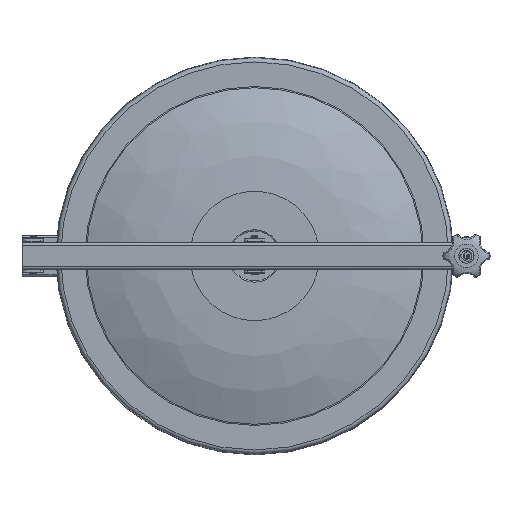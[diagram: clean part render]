
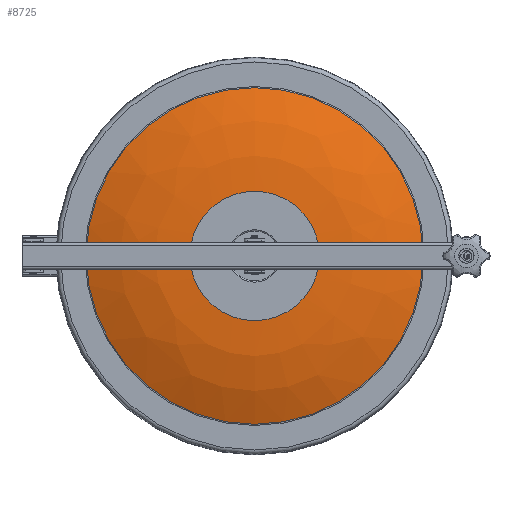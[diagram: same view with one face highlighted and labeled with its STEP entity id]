
A CAD part, top view. The second image highlights one B-rep face of the part: STEP entity #8725.
In plain terms, the highlighted free-form (B-spline) face has degree [3, 3] with [4, 7] control points.
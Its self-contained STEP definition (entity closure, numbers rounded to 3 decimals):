
#8725 = ADVANCED_FACE( '', ( #18088, #18089 ), #18090, .T. );
#18088 = FACE_OUTER_BOUND( '', #35710, .T. );
#18089 = FACE_OUTER_BOUND( '', #35711, .T. );
#18090 = ( BOUNDED_SURFACE(  )B_SPLINE_SURFACE( 3, 3, ( ( #35714, #35715, #35716, #35717, #35718, #35719, #35720 ), ( #35721, #35722, #35723, #35724, #35725, #35726, #35727 ), ( #35728, #35729, #35730, #35731, #35732, #35733, #35734 ), ( #35735, #35736, #35737, #35738, #35739, #35740, #35741 ) ), .UNSPECIFIED., .F., .T., .F. )B_SPLINE_SURFACE_WITH_KNOTS( ( 4, 4 ), ( 4, 3, 4 ), ( 0., 6.283 ), ( 1.156, 1.363, 1.571 ), .UNSPECIFIED. )GEOMETRIC_REPRESENTATION_ITEM(  )RATIONAL_B_SPLINE_SURFACE( ( ( 1., 0.333, 0.333, 1., 0.333, 0.333, 1. ), ( 0.986, 0.329, 0.329, 0.986, 0.329, 0.329, 0.986 ), ( 0.986, 0.329, 0.329, 0.986, 0.329, 0.329, 0.986 ), ( 1., 0.333, 0.333, 1., 0.333, 0.333, 1. ) ) )REPRESENTATION_ITEM( '' )SURFACE(  ) );
#35710 = EDGE_LOOP( '', ( #59984 ) );
#35711 = EDGE_LOOP( '', ( #59985 ) );
#35714 = CARTESIAN_POINT( '', ( 110., 0., 54. ) );
#35715 = CARTESIAN_POINT( '', ( 110., 220., 54. ) );
#35716 = CARTESIAN_POINT( '', ( -110., 220., 54. ) );
#35717 = CARTESIAN_POINT( '', ( -110., 0., 54. ) );
#35718 = CARTESIAN_POINT( '', ( -110., -220., 54. ) );
#35719 = CARTESIAN_POINT( '', ( 110., -220., 54. ) );
#35720 = CARTESIAN_POINT( '', ( 110., 0., 54. ) );
#35721 = CARTESIAN_POINT( '', ( 170.838, 0., 54. ) );
#35722 = CARTESIAN_POINT( '', ( 170.838, 341.676, 54. ) );
#35723 = CARTESIAN_POINT( '', ( -170.838, 341.676, 54. ) );
#35724 = CARTESIAN_POINT( '', ( -170.838, 0., 54. ) );
#35725 = CARTESIAN_POINT( '', ( -170.838, -341.676, 54. ) );
#35726 = CARTESIAN_POINT( '', ( 170.838, -341.676, 54. ) );
#35727 = CARTESIAN_POINT( '', ( 170.838, 0., 54. ) );
#35728 = CARTESIAN_POINT( '', ( 230.37, 0., 41.462 ) );
#35729 = CARTESIAN_POINT( '', ( 230.37, 460.739, 41.462 ) );
#35730 = CARTESIAN_POINT( '', ( -230.37, 460.739, 41.462 ) );
#35731 = CARTESIAN_POINT( '', ( -230.37, 0., 41.462 ) );
#35732 = CARTESIAN_POINT( '', ( -230.37, -460.739, 41.462 ) );
#35733 = CARTESIAN_POINT( '', ( 230.37, -460.739, 41.462 ) );
#35734 = CARTESIAN_POINT( '', ( 230.37, 0., 41.462 ) );
#35735 = CARTESIAN_POINT( '', ( 286.04, 0., 16.925 ) );
#35736 = CARTESIAN_POINT( '', ( 286.04, 572.079, 16.925 ) );
#35737 = CARTESIAN_POINT( '', ( -286.04, 572.079, 16.925 ) );
#35738 = CARTESIAN_POINT( '', ( -286.04, 0., 16.925 ) );
#35739 = CARTESIAN_POINT( '', ( -286.04, -572.079, 16.925 ) );
#35740 = CARTESIAN_POINT( '', ( 286.04, -572.079, 16.925 ) );
#35741 = CARTESIAN_POINT( '', ( 286.04, 0., 16.925 ) );
#59984 = ORIENTED_EDGE( '', *, *, #69533, .T. );
#59985 = ORIENTED_EDGE( '', *, *, #69844, .F. );
#69533 = EDGE_CURVE( '', #80809, #80809, #80810, .T. );
#69844 = EDGE_CURVE( '', #81236, #81236, #81237, .T. );
#80809 = VERTEX_POINT( '', #98827 );
#80810 = CIRCLE( '', #98828, 286.04 );
#81236 = VERTEX_POINT( '', #99778 );
#81237 = CIRCLE( '', #99779, 110. );
#98827 = CARTESIAN_POINT( '', ( 286.04, 0., 16.925 ) );
#98828 = AXIS2_PLACEMENT_3D( '', #118232, #118233, #118234 );
#99778 = CARTESIAN_POINT( '', ( 110., 0., 54. ) );
#99779 = AXIS2_PLACEMENT_3D( '', #118531, #118532, #118533 );
#118232 = CARTESIAN_POINT( '', ( 0., 0., 16.925 ) );
#118233 = DIRECTION( '', ( 0., 0., 1. ) );
#118234 = DIRECTION( '', ( 1., 0., 0. ) );
#118531 = CARTESIAN_POINT( '', ( 0., 0., 54. ) );
#118532 = DIRECTION( '', ( 0., 0., 1. ) );
#118533 = DIRECTION( '', ( 1., 0., 0. ) );
